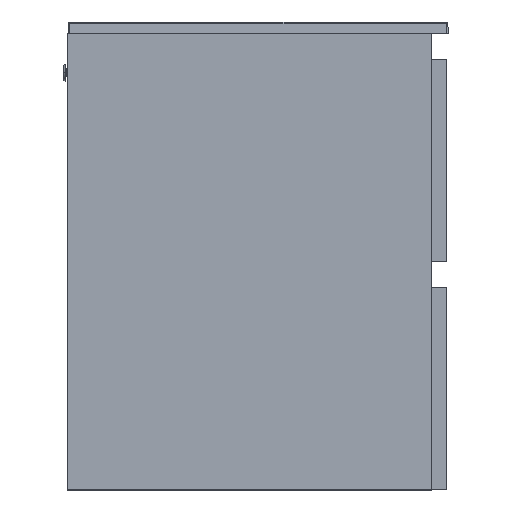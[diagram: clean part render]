
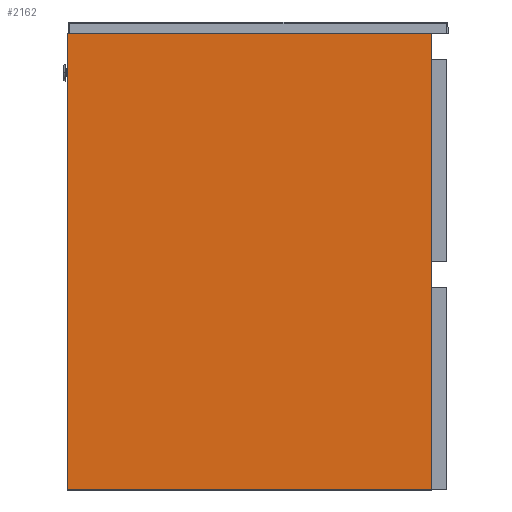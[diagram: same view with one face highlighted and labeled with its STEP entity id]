
A CAD part, left-side view. The second image highlights one B-rep face of the part: STEP entity #2162.
In plain terms, the highlighted planar face has unit normal (-1, 0, 0).
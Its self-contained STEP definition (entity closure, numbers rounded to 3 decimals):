
#2162=ADVANCED_FACE('',(#4609),#37048,.T.);
#4609=FACE_OUTER_BOUND('',#7032,.T.);
#7032=EDGE_LOOP('',(#18401,#18402,#18403,#18404));
#18401=ORIENTED_EDGE('',*,*,#24737,.T.);
#18402=ORIENTED_EDGE('',*,*,#24730,.T.);
#18403=ORIENTED_EDGE('',*,*,#24738,.F.);
#18404=ORIENTED_EDGE('',*,*,#24735,.F.);
#24730=EDGE_CURVE('',#34670,#34673,#29674,.T.);
#24735=EDGE_CURVE('',#34676,#34677,#29679,.T.);
#24737=EDGE_CURVE('',#34676,#34670,#29681,.T.);
#24738=EDGE_CURVE('',#34677,#34673,#29682,.T.);
#29674=B_SPLINE_CURVE_WITH_KNOTS('',1,(#95815,#95816),.UNSPECIFIED.,.F.,
 .F.,(2,2),(0.,2950.),.UNSPECIFIED.);
#29679=B_SPLINE_CURVE_WITH_KNOTS('',1,(#95825,#95826),.UNSPECIFIED.,.F.,
 .F.,(2,2),(0.,2950.),.UNSPECIFIED.);
#29681=B_SPLINE_CURVE_WITH_KNOTS('',1,(#95829,#95830),.UNSPECIFIED.,.F.,
 .F.,(2,2),(1740.,2320.),.UNSPECIFIED.);
#29682=B_SPLINE_CURVE_WITH_KNOTS('',1,(#95831,#95832),.UNSPECIFIED.,.F.,
 .F.,(2,2),(1740.,2320.),.UNSPECIFIED.);
#34670=VERTEX_POINT('',#95801);
#34673=VERTEX_POINT('',#95804);
#34676=VERTEX_POINT('',#95807);
#34677=VERTEX_POINT('',#95808);
#37048=PLANE('',#39039);
#39039=AXIS2_PLACEMENT_3D('',#95798,#40976,$);
#40976=DIRECTION('',(-1.,0.,0.));
#95798=CARTESIAN_POINT('',(-298.5,225.244,242.));
#95801=CARTESIAN_POINT('',(-298.5,-205.756,242.));
#95804=CARTESIAN_POINT('',(-298.5,-205.756,782.));
#95807=CARTESIAN_POINT('',(-298.5,225.244,242.));
#95808=CARTESIAN_POINT('',(-298.5,225.244,782.));
#95815=CARTESIAN_POINT('',(-298.5,-205.756,242.));
#95816=CARTESIAN_POINT('',(-298.5,-205.756,782.));
#95825=CARTESIAN_POINT('',(-298.5,225.244,242.));
#95826=CARTESIAN_POINT('',(-298.5,225.244,782.));
#95829=CARTESIAN_POINT('',(-298.5,225.244,242.));
#95830=CARTESIAN_POINT('',(-298.5,-205.756,242.));
#95831=CARTESIAN_POINT('',(-298.5,225.244,782.));
#95832=CARTESIAN_POINT('',(-298.5,-205.756,782.));
